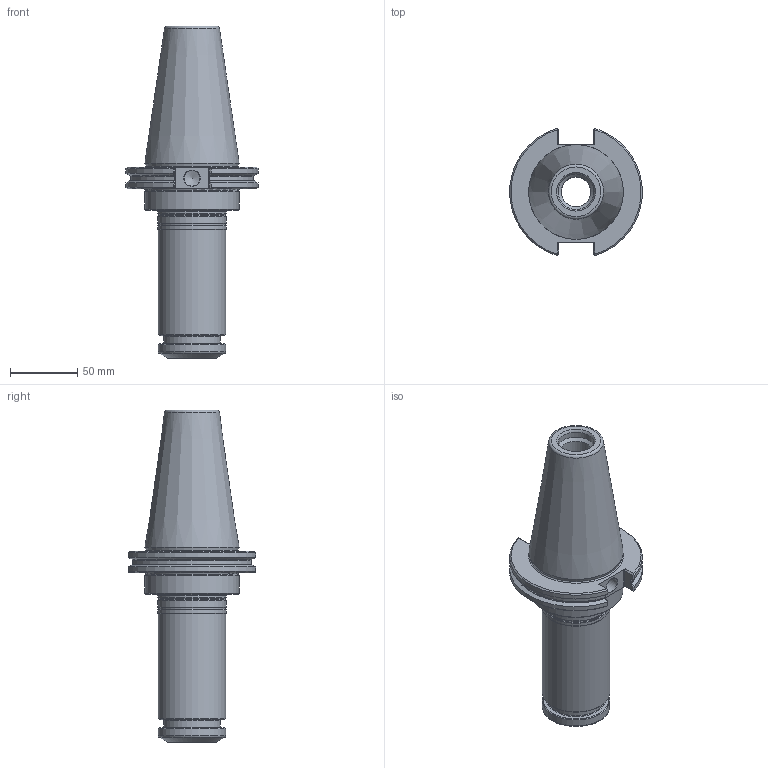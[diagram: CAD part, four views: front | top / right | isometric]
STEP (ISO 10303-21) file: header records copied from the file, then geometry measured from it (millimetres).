
FILE_DESCRIPTION(/* description */ (''),/* implementation_level */ '2;1');
FILE_NAME(/* name */ '435073274.stp',/* time_stamp */ '2021-01-12T12:05:43',/* author */ ('LRA'),/* organization */ ('REGO-FIX'),/* preprocessor_version */ ' Unknown',/* originating_system */ 'SIEMENS PLM Software Solid Edge ST10',/* authorization */ 'Unknown');
FILE_SCHEMA (('AUTOMOTIVE_DESIGN { 1 0 10303 214 2 1 1}'));
Length unit declared in the file: millimetre
Products named in the file (1): NOCUT
Bounding box: 98.08 x 94.39 x 246 mm (x, y, z)
Volume: 512919.7 mm3; surface area: 75389.7 mm2
Topology: 1 solids, 1 shells, 115 faces, 287 edges, 179 vertices
Faces by surface type: plane 34, cylinder 31, cone 27, torus 15, bspline 8
Full cylindrical faces by diameter (mm): 11.7 x1, 21.963 x3, 26.4 x1, 33 x1, 42 x1, 50 x2, 50.5 x3, 69.85 x1
Entity records: 4106 total; most frequent: CARTESIAN_POINT 843, DIRECTION 475, ORIENTED_EDGE 472, EDGE_CURVE 236, AXIS2_PLACEMENT_3D 201, VERTEX_POINT 172, FACE_BOUND 166, EDGE_LOOP 165
